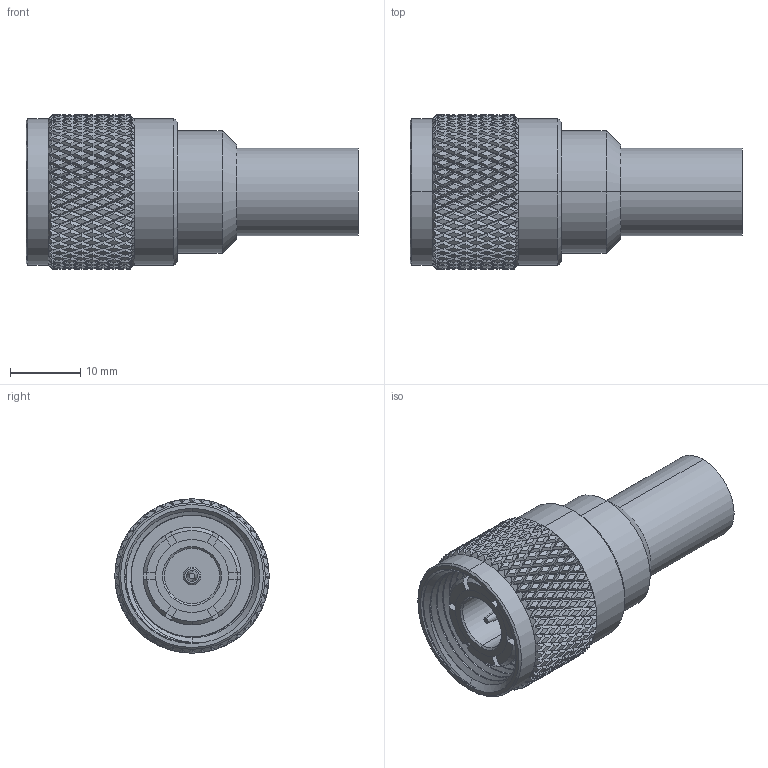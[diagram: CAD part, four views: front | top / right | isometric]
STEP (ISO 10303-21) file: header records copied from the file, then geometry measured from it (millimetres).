
FILE_DESCRIPTION (( 'STEP AP203' ), '1' );
FILE_NAME ('PE4474.step', '2018-05-09T17:27:54', ( '' ), ( '' ), 'SwSTEP 2.0', 'SolidWorks 2017', '' );
FILE_SCHEMA (( 'CONFIG_CONTROL_DESIGN' ));
Length unit declared in the file: inch
Products named in the file (1): PE4474
Bounding box: 47.39 x 22 x 22 mm (x, y, z)
Volume: 7277.8 mm3; surface area: 7568.4 mm2
Topology: 2 solids, 2 shells, 2301 faces, 4902 edges, 2614 vertices
Faces by surface type: bspline 1731, cylinder 499, plane 43, cone 28
Entity records: 99489 total; most frequent: CARTESIAN_POINT 69339, ORIENTED_EDGE 9804, EDGE_CURVE 4902, VERTEX_POINT 2614, EDGE_LOOP 2312, FACE_OUTER_BOUND 2301, ADVANCED_FACE 2301, B_SPLINE_CURVE_WITH_KNOTS 2037
